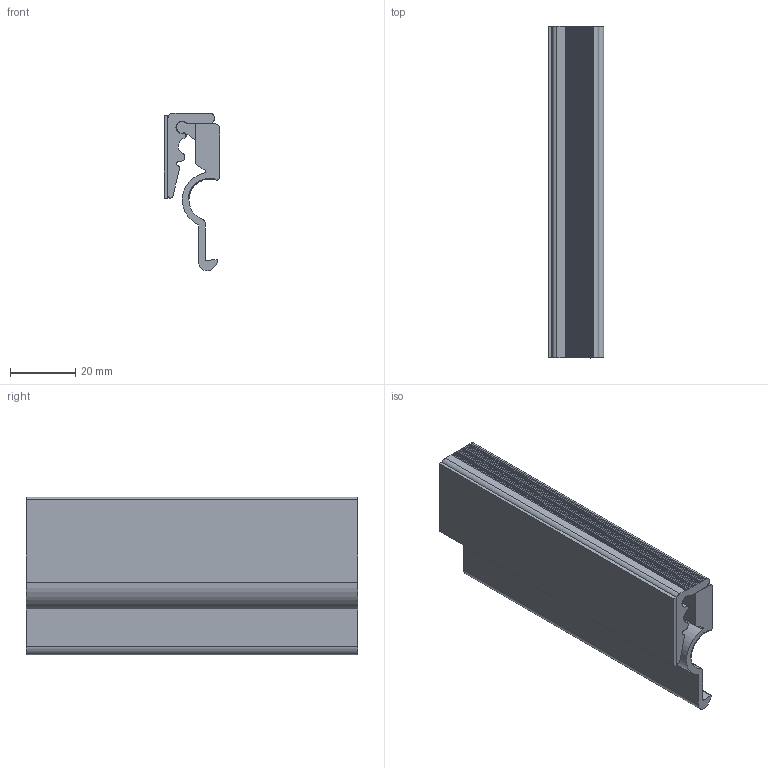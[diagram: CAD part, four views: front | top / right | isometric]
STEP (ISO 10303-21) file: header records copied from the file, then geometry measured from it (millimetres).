
FILE_DESCRIPTION(/* description */ (''),/* implementation_level */ '2;1');
FILE_NAME(/* name */ 'PINCH LOCK ASSEMBLY.stp',/* time_stamp */ '2025-05-02T15:30:08-04:00',/* author */ ('jBraithwaite'),/* organization */ (''),/* preprocessor_version */ 'ST-DEVELOPER v20',/* originating_system */ 'Autodesk Inventor 2025',/* authorisation */ '');
FILE_SCHEMA (('AUTOMOTIVE_DESIGN { 1 0 10303 214 3 1 1 }'));
Length unit declared in the file: inch
Products named in the file (4): PINCH LOCK ASSEMBLY; Solid10; Solid11; Solid12
Assembly tree (3 placements, depth 2):
  PINCH LOCK ASSEMBLY
    Solid10
    Solid11
    Solid12
Bounding box: 17.02 x 101.6 x 48.31 mm (x, y, z)
Volume: 35616.5 mm3; surface area: 28969.9 mm2
Topology: 3 solids, 3 shells, 156 faces, 450 edges, 300 vertices
Faces by surface type: plane 137, cylinder 19
Entity records: 5391 total; most frequent: CARTESIAN_POINT 913, ORIENTED_EDGE 900, DIRECTION 814, EDGE_CURVE 450, LINE 412, VECTOR 412, VERTEX_POINT 300, AXIS2_PLACEMENT_3D 201
